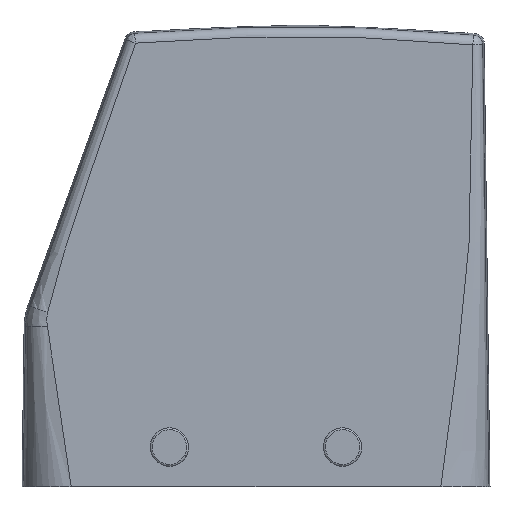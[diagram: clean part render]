
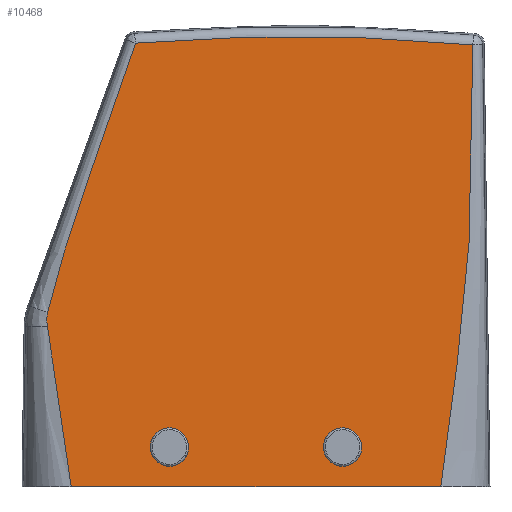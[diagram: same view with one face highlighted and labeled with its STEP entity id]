
A CAD part, left-side view. The second image highlights one B-rep face of the part: STEP entity #10468.
In plain terms, the highlighted planar face has unit normal (-1, 0, 0).
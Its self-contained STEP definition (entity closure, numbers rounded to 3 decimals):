
#8239=AXIS2_PLACEMENT_3D('Circle Axis2P3D',#8237,#8238,$) ;
#10406=AXIS2_PLACEMENT_3D('Plane Axis2P3D',#10403,#10404,#10405) ;
#10434=AXIS2_PLACEMENT_3D('Circle Axis2P3D',#10432,#10433,$) ;
#10443=AXIS2_PLACEMENT_3D('Circle Axis2P3D',#10441,#10442,$) ;
#10452=AXIS2_PLACEMENT_3D('Circle Axis2P3D',#10450,#10451,$) ;
#10461=AXIS2_PLACEMENT_3D('Circle Axis2P3D',#10459,#10460,$) ;
#1143=CARTESIAN_POINT('Vertex',(7.05,7.671,0.)) ;
#1146=CARTESIAN_POINT('Line Origine',(7.05,7.786,0.)) ;
#1150=CARTESIAN_POINT('Vertex',(7.05,7.901,0.)) ;
#1153=CARTESIAN_POINT('Line Origine',(7.05,36.5,0.)) ;
#1157=CARTESIAN_POINT('Vertex',(7.05,65.099,0.)) ;
#1160=CARTESIAN_POINT('Line Origine',(7.05,65.215,0.)) ;
#1164=CARTESIAN_POINT('Vertex',(7.05,65.331,0.)) ;
#8200=CARTESIAN_POINT('Vertex',(7.05,2.679,68.938)) ;
#8234=CARTESIAN_POINT('Vertex',(7.05,55.297,69.205)) ;
#8237=CARTESIAN_POINT('Axis2P3D Location',(7.05,30.5,-228.)) ;
#8620=CARTESIAN_POINT('Vertex',(7.05,69.008,27.175)) ;
#8624=CARTESIAN_POINT('Control Point',(7.05,69.008,27.175)) ;
#8625=CARTESIAN_POINT('Control Point',(7.05,68.893,27.652)) ;
#8626=CARTESIAN_POINT('Control Point',(7.05,68.776,28.129)) ;
#8627=CARTESIAN_POINT('Control Point',(7.05,68.658,28.605)) ;
#8628=CARTESIAN_POINT('Control Point',(7.05,68.396,29.638)) ;
#8629=CARTESIAN_POINT('Control Point',(7.05,68.125,30.669)) ;
#8630=CARTESIAN_POINT('Control Point',(7.05,67.976,31.225)) ;
#8631=CARTESIAN_POINT('Control Point',(7.05,67.521,32.889)) ;
#8632=CARTESIAN_POINT('Control Point',(7.05,67.043,34.547)) ;
#8633=CARTESIAN_POINT('Control Point',(7.05,66.714,35.65)) ;
#8634=CARTESIAN_POINT('Control Point',(7.05,66.035,37.858)) ;
#8635=CARTESIAN_POINT('Control Point',(7.05,65.326,40.057)) ;
#8636=CARTESIAN_POINT('Control Point',(7.05,64.975,41.123)) ;
#8637=CARTESIAN_POINT('Control Point',(7.05,64.247,43.318)) ;
#8638=CARTESIAN_POINT('Control Point',(7.05,63.509,45.512)) ;
#8639=CARTESIAN_POINT('Control Point',(7.05,63.14,46.605)) ;
#8640=CARTESIAN_POINT('Control Point',(7.05,61.548,51.298)) ;
#8641=CARTESIAN_POINT('Control Point',(7.05,59.935,55.989)) ;
#8642=CARTESIAN_POINT('Control Point',(7.05,58.692,59.59)) ;
#8643=CARTESIAN_POINT('Control Point',(7.05,57.263,63.668)) ;
#8644=CARTESIAN_POINT('Control Point',(7.05,55.817,67.742)) ;
#8645=CARTESIAN_POINT('Control Point',(7.05,55.645,68.227)) ;
#8646=CARTESIAN_POINT('Control Point',(7.05,55.471,68.716)) ;
#8647=CARTESIAN_POINT('Control Point',(7.05,55.297,69.205)) ;
#9682=CARTESIAN_POINT('Vertex',(7.05,69.017,24.952)) ;
#9686=CARTESIAN_POINT('Control Point',(7.05,69.017,24.952)) ;
#9687=CARTESIAN_POINT('Control Point',(7.05,69.098,25.379)) ;
#9688=CARTESIAN_POINT('Control Point',(7.05,69.139,25.822)) ;
#9689=CARTESIAN_POINT('Control Point',(7.05,69.137,26.275)) ;
#9690=CARTESIAN_POINT('Control Point',(7.05,69.092,26.728)) ;
#9691=CARTESIAN_POINT('Control Point',(7.05,69.008,27.175)) ;
#10377=CARTESIAN_POINT('Control Point',(7.05,2.679,68.938)) ;
#10378=CARTESIAN_POINT('Control Point',(7.05,2.676,66.692)) ;
#10379=CARTESIAN_POINT('Control Point',(7.05,2.679,64.446)) ;
#10380=CARTESIAN_POINT('Control Point',(7.05,2.689,62.2)) ;
#10381=CARTESIAN_POINT('Control Point',(7.05,2.721,57.704)) ;
#10382=CARTESIAN_POINT('Control Point',(7.05,2.777,53.209)) ;
#10383=CARTESIAN_POINT('Control Point',(7.05,2.812,50.866)) ;
#10384=CARTESIAN_POINT('Control Point',(7.05,2.973,42.412)) ;
#10385=CARTESIAN_POINT('Control Point',(7.05,3.401,33.961)) ;
#10386=CARTESIAN_POINT('Control Point',(7.05,4.023,27.761)) ;
#10387=CARTESIAN_POINT('Control Point',(7.05,5.043,19.613)) ;
#10388=CARTESIAN_POINT('Control Point',(7.05,6.144,11.471)) ;
#10389=CARTESIAN_POINT('Control Point',(7.05,6.412,9.499)) ;
#10390=CARTESIAN_POINT('Control Point',(7.05,6.829,6.408)) ;
#10391=CARTESIAN_POINT('Control Point',(7.05,7.239,3.316)) ;
#10392=CARTESIAN_POINT('Control Point',(7.05,7.385,2.209)) ;
#10393=CARTESIAN_POINT('Control Point',(7.05,7.528,1.105)) ;
#10394=CARTESIAN_POINT('Control Point',(7.05,7.671,0.)) ;
#10403=CARTESIAN_POINT('Axis2P3D Location',(7.05,-1.533,-30.8)) ;
#10409=CARTESIAN_POINT('Control Point',(7.05,65.331,0.)) ;
#10410=CARTESIAN_POINT('Control Point',(7.05,65.366,0.243)) ;
#10411=CARTESIAN_POINT('Control Point',(7.05,65.401,0.485)) ;
#10412=CARTESIAN_POINT('Control Point',(7.05,65.437,0.727)) ;
#10413=CARTESIAN_POINT('Control Point',(7.05,65.823,3.357)) ;
#10414=CARTESIAN_POINT('Control Point',(7.05,66.22,5.984)) ;
#10415=CARTESIAN_POINT('Control Point',(7.05,66.593,8.367)) ;
#10416=CARTESIAN_POINT('Control Point',(7.05,67.346,13.118)) ;
#10417=CARTESIAN_POINT('Control Point',(7.05,68.073,17.862)) ;
#10418=CARTESIAN_POINT('Control Point',(7.05,68.418,20.223)) ;
#10419=CARTESIAN_POINT('Control Point',(7.05,68.736,22.588)) ;
#10420=CARTESIAN_POINT('Control Point',(7.05,69.017,24.952)) ;
#10432=CARTESIAN_POINT('Axis2P3D Location',(7.05,50.,6.2)) ;
#10436=CARTESIAN_POINT('Vertex',(7.05,51.985,7.284)) ;
#10438=CARTESIAN_POINT('Vertex',(7.05,48.015,5.116)) ;
#10441=CARTESIAN_POINT('Axis2P3D Location',(7.05,50.,6.2)) ;
#10450=CARTESIAN_POINT('Axis2P3D Location',(7.05,23.,6.2)) ;
#10454=CARTESIAN_POINT('Vertex',(7.05,24.985,7.284)) ;
#10456=CARTESIAN_POINT('Vertex',(7.05,21.015,5.116)) ;
#10459=CARTESIAN_POINT('Axis2P3D Location',(7.05,23.,6.2)) ;
#1147=DIRECTION('Vector Direction',(0.,-1.,0.)) ;
#1154=DIRECTION('Vector Direction',(0.,-1.,0.)) ;
#1161=DIRECTION('Vector Direction',(0.,-1.,0.)) ;
#8238=DIRECTION('Axis2P3D Direction',(-1.,0.,0.)) ;
#10404=DIRECTION('Axis2P3D Direction',(-1.,0.,0.)) ;
#10405=DIRECTION('Axis2P3D XDirection',(0.,-0.17,0.985)) ;
#10433=DIRECTION('Axis2P3D Direction',(-1.,0.,0.)) ;
#10442=DIRECTION('Axis2P3D Direction',(-1.,0.,0.)) ;
#10451=DIRECTION('Axis2P3D Direction',(-1.,0.,0.)) ;
#10460=DIRECTION('Axis2P3D Direction',(-1.,0.,0.)) ;
#1148=VECTOR('Line Direction',#1147,1.) ;
#1155=VECTOR('Line Direction',#1154,1.) ;
#1162=VECTOR('Line Direction',#1161,1.) ;
#10423=ORIENTED_EDGE('',*,*,#1159,.T.) ;
#10424=ORIENTED_EDGE('',*,*,#1152,.T.) ;
#10425=ORIENTED_EDGE('',*,*,#10395,.T.) ;
#10426=ORIENTED_EDGE('',*,*,#8241,.F.) ;
#10427=ORIENTED_EDGE('',*,*,#8648,.T.) ;
#10428=ORIENTED_EDGE('',*,*,#9692,.T.) ;
#10429=ORIENTED_EDGE('',*,*,#10421,.T.) ;
#10430=ORIENTED_EDGE('',*,*,#1166,.T.) ;
#10447=ORIENTED_EDGE('',*,*,#10440,.F.) ;
#10448=ORIENTED_EDGE('',*,*,#10445,.F.) ;
#10465=ORIENTED_EDGE('',*,*,#10458,.F.) ;
#10466=ORIENTED_EDGE('',*,*,#10463,.F.) ;
#10449=FACE_BOUND('',#10446,.T.) ;
#10467=FACE_BOUND('',#10464,.T.) ;
#10468=ADVANCED_FACE('Hauptk\X2\00F6\X0\rper',(#10431,#10449,#10467),#10407,.T.) ;
#8623=B_SPLINE_CURVE_WITH_KNOTS('',5,(#8624,#8625,#8626,#8627,#8628,#8629,#8630,#8631,#8632,#8633,#8634,#8635,#8636,#8637,#8638,#8639,#8640,#8641,#8642,#8643,#8644,#8645,#8646,#8647),.UNSPECIFIED.,.F.,.U.,(6,3,3,3,3,3,3,6),(76.641,80.904,85.897,95.883,105.941,115.933,148.85,153.255),.UNSPECIFIED.) ;
#9685=B_SPLINE_CURVE_WITH_KNOTS('',5,(#9686,#9687,#9688,#9689,#9690,#9691),.UNSPECIFIED.,.F.,.U.,(6,6),(173.958,179.166),.UNSPECIFIED.) ;
#10376=B_SPLINE_CURVE_WITH_KNOTS('',5,(#10377,#10378,#10379,#10380,#10381,#10382,#10383,#10384,#10385,#10386,#10387,#10388,#10389,#10390,#10391,#10392,#10393,#10394),.UNSPECIFIED.,.F.,.U.,(6,3,3,3,3,6),(31.418,50.866,70.353,124.083,141.249,151.001),.UNSPECIFIED.) ;
#10408=B_SPLINE_CURVE_WITH_KNOTS('',5,(#10409,#10410,#10411,#10412,#10413,#10414,#10415,#10416,#10417,#10418,#10419,#10420),.UNSPECIFIED.,.F.,.U.,(6,3,3,6),(31.633,33.735,54.481,75.146),.UNSPECIFIED.) ;
#8240=CIRCLE('generated circle',#8239,298.238) ;
#10435=CIRCLE('generated circle',#10434,2.262) ;
#10444=CIRCLE('generated circle',#10443,2.262) ;
#10453=CIRCLE('generated circle',#10452,2.262) ;
#10462=CIRCLE('generated circle',#10461,2.262) ;
#1152=EDGE_CURVE('',#1151,#1144,#1149,.T.) ;
#1159=EDGE_CURVE('',#1158,#1151,#1156,.T.) ;
#1166=EDGE_CURVE('',#1165,#1158,#1163,.T.) ;
#8241=EDGE_CURVE('',#8235,#8201,#8240,.F.) ;
#8648=EDGE_CURVE('',#8235,#8621,#8623,.F.) ;
#9692=EDGE_CURVE('',#8621,#9683,#9685,.F.) ;
#10395=EDGE_CURVE('',#1144,#8201,#10376,.F.) ;
#10421=EDGE_CURVE('',#9683,#1165,#10408,.F.) ;
#10440=EDGE_CURVE('',#10437,#10439,#10435,.T.) ;
#10445=EDGE_CURVE('',#10439,#10437,#10444,.T.) ;
#10458=EDGE_CURVE('',#10455,#10457,#10453,.T.) ;
#10463=EDGE_CURVE('',#10457,#10455,#10462,.T.) ;
#10422=EDGE_LOOP('',(#10423,#10424,#10425,#10426,#10427,#10428,#10429,#10430)) ;
#10446=EDGE_LOOP('',(#10447,#10448)) ;
#10464=EDGE_LOOP('',(#10465,#10466)) ;
#10431=FACE_OUTER_BOUND('',#10422,.T.) ;
#1149=LINE('Line',#1146,#1148) ;
#1156=LINE('Line',#1153,#1155) ;
#1163=LINE('Line',#1160,#1162) ;
#10407=PLANE('',#10406) ;
#1144=VERTEX_POINT('',#1143) ;
#1151=VERTEX_POINT('',#1150) ;
#1158=VERTEX_POINT('',#1157) ;
#1165=VERTEX_POINT('',#1164) ;
#8201=VERTEX_POINT('',#8200) ;
#8235=VERTEX_POINT('',#8234) ;
#8621=VERTEX_POINT('',#8620) ;
#9683=VERTEX_POINT('',#9682) ;
#10437=VERTEX_POINT('',#10436) ;
#10439=VERTEX_POINT('',#10438) ;
#10455=VERTEX_POINT('',#10454) ;
#10457=VERTEX_POINT('',#10456) ;
